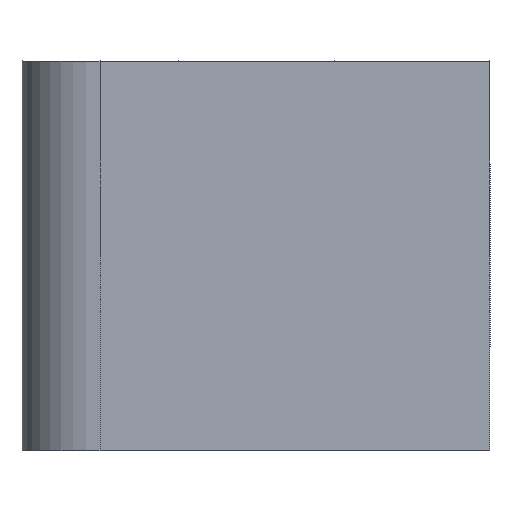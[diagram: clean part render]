
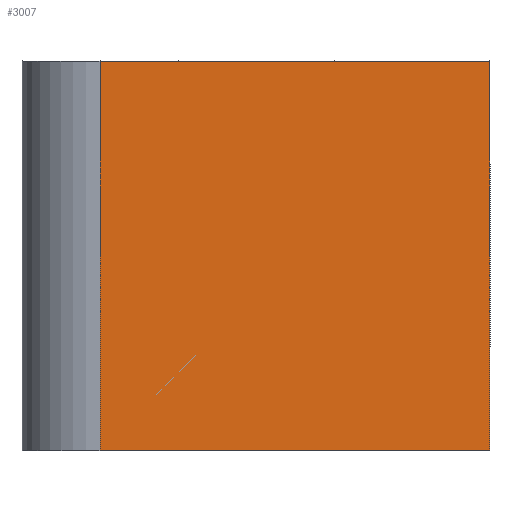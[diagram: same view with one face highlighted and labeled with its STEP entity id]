
A CAD part, left-side view. The second image highlights one B-rep face of the part: STEP entity #3007.
In plain terms, the highlighted planar face has unit normal (-1, 0, 0).
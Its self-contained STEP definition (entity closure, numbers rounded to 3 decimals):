
#139=PLANE('',#3137);
#301=FACE_OUTER_BOUND('',#479,.T.);
#479=EDGE_LOOP('',(#2776,#2777,#2778,#2779));
#748=LINE('',#5208,#1056);
#755=LINE('',#5223,#1063);
#787=LINE('',#5298,#1095);
#788=LINE('',#5300,#1096);
#1056=VECTOR('',#3574,10.);
#1063=VECTOR('',#3585,10.);
#1095=VECTOR('',#3663,10.);
#1096=VECTOR('',#3666,10.);
#1471=VERTEX_POINT('',#5205);
#1472=VERTEX_POINT('',#5207);
#1478=VERTEX_POINT('',#5221);
#1498=VERTEX_POINT('',#5296);
#1883=EDGE_CURVE('',#1471,#1472,#748,.T.);
#1891=EDGE_CURVE('',#1478,#1471,#755,.T.);
#1927=EDGE_CURVE('',#1478,#1498,#787,.T.);
#1928=EDGE_CURVE('',#1472,#1498,#788,.T.);
#2776=ORIENTED_EDGE('',*,*,#1883,.F.);
#2777=ORIENTED_EDGE('',*,*,#1891,.F.);
#2778=ORIENTED_EDGE('',*,*,#1927,.T.);
#2779=ORIENTED_EDGE('',*,*,#1928,.F.);
#3007=ADVANCED_FACE('',(#301),#139,.T.);
#3137=AXIS2_PLACEMENT_3D('',#5299,#3664,#3665);
#3574=DIRECTION('',(0.,0.,1.));
#3585=DIRECTION('',(0.,1.,0.));
#3663=DIRECTION('',(0.,0.,1.));
#3664=DIRECTION('center_axis',(-1.,0.,0.));
#3665=DIRECTION('ref_axis',(0.,-1.,0.));
#3666=DIRECTION('',(0.,-1.,0.));
#5205=CARTESIAN_POINT('',(-32.,10.,-7.5));
#5207=CARTESIAN_POINT('',(-32.,10.,7.5));
#5208=CARTESIAN_POINT('',(-32.,10.,0.));
#5221=CARTESIAN_POINT('',(-32.,-5.,-7.5));
#5223=CARTESIAN_POINT('',(-32.,13.,-7.5));
#5296=CARTESIAN_POINT('',(-32.,-5.,7.5));
#5298=CARTESIAN_POINT('',(-32.,-5.,0.));
#5299=CARTESIAN_POINT('Origin',(-32.,13.,0.));
#5300=CARTESIAN_POINT('',(-32.,13.,7.5));
